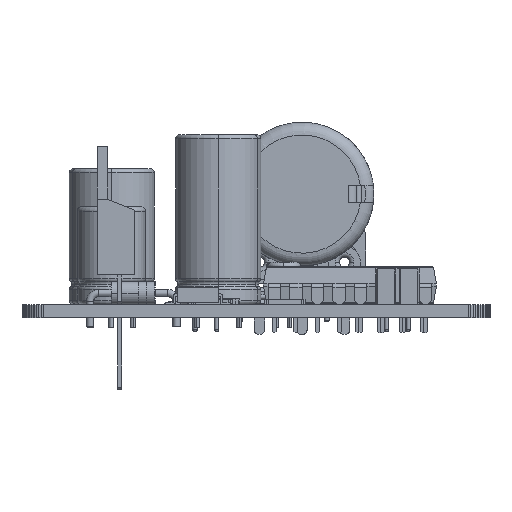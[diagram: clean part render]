
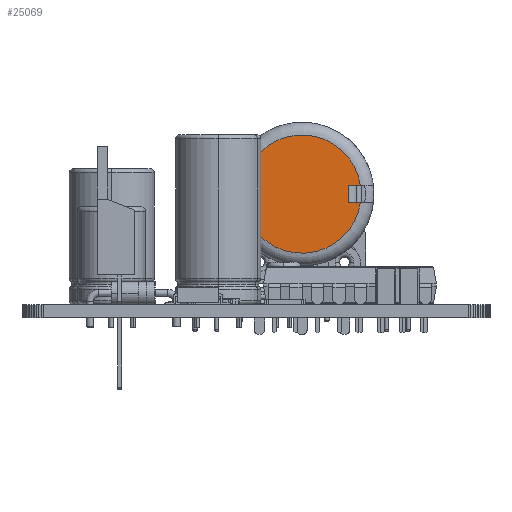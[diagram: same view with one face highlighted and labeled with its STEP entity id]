
A CAD part, left-side view. The second image highlights one B-rep face of the part: STEP entity #25069.
In plain terms, the highlighted face is planar.
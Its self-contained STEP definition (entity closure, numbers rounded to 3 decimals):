
#24664 = EDGE_CURVE('',#24665,#24667,#24669,.T.);
#24665 = VERTEX_POINT('',#24666);
#24666 = CARTESIAN_POINT('',(-6.878,1.,-7.3));
#24667 = VERTEX_POINT('',#24668);
#24668 = CARTESIAN_POINT('',(-6.878,-1.,-7.3));
#24669 = CIRCLE('',#24670,6.95);
#24670 = AXIS2_PLACEMENT_3D('',#24671,#24672,#24673);
#24671 = CARTESIAN_POINT('',(0.,0.,-7.3));
#24672 = DIRECTION('',(0.,0.,-1.));
#24673 = DIRECTION('',(1.,0.,0.));
#25069 = ADVANCED_FACE('',(#25070),#25095,.F.);
#25070 = FACE_BOUND('',#25071,.T.);
#25071 = EDGE_LOOP('',(#25072,#25080,#25088,#25094));
#25072 = ORIENTED_EDGE('',*,*,#25073,.F.);
#25073 = EDGE_CURVE('',#25074,#24667,#25076,.T.);
#25074 = VERTEX_POINT('',#25075);
#25075 = CARTESIAN_POINT('',(-5.45,-1.,-7.3));
#25076 = LINE('',#25077,#25078);
#25077 = CARTESIAN_POINT('',(-8.45,-1.,-7.3));
#25078 = VECTOR('',#25079,1.);
#25079 = DIRECTION('',(-1.,0.,0.));
#25080 = ORIENTED_EDGE('',*,*,#25081,.T.);
#25081 = EDGE_CURVE('',#25074,#25082,#25084,.T.);
#25082 = VERTEX_POINT('',#25083);
#25083 = CARTESIAN_POINT('',(-5.45,1.,-7.3));
#25084 = LINE('',#25085,#25086);
#25085 = CARTESIAN_POINT('',(-5.45,0.,-7.3));
#25086 = VECTOR('',#25087,1.);
#25087 = DIRECTION('',(0.,1.,0.));
#25088 = ORIENTED_EDGE('',*,*,#25089,.F.);
#25089 = EDGE_CURVE('',#24665,#25082,#25090,.T.);
#25090 = LINE('',#25091,#25092);
#25091 = CARTESIAN_POINT('',(-8.45,1.,-7.3));
#25092 = VECTOR('',#25093,1.);
#25093 = DIRECTION('',(1.,0.,0.));
#25094 = ORIENTED_EDGE('',*,*,#24664,.T.);
#25095 = PLANE('',#25096);
#25096 = AXIS2_PLACEMENT_3D('',#25097,#25098,#25099);
#25097 = CARTESIAN_POINT('',(0.,0.,-7.3));
#25098 = DIRECTION('',(0.,0.,1.));
#25099 = DIRECTION('',(1.,0.,0.));
